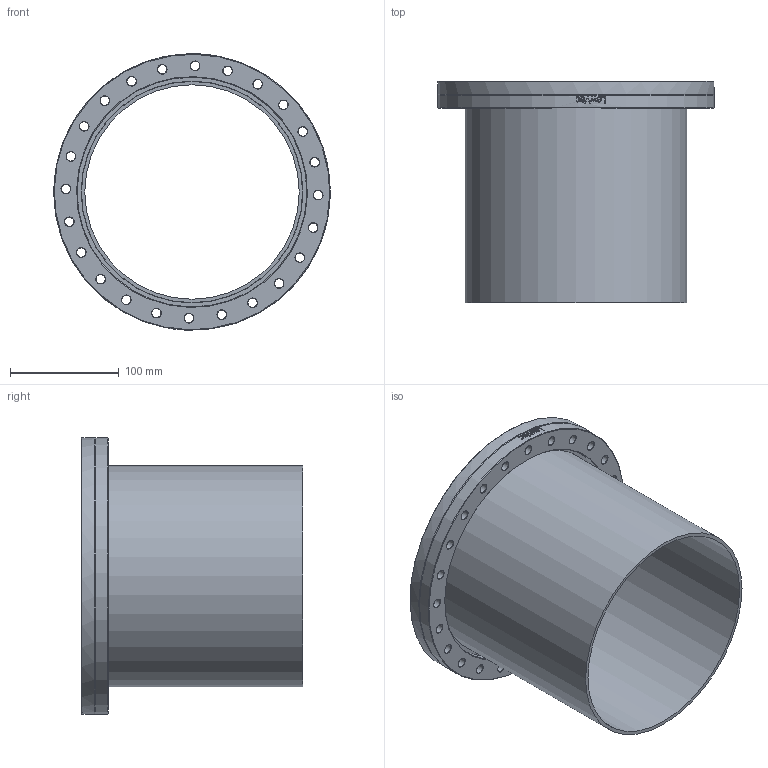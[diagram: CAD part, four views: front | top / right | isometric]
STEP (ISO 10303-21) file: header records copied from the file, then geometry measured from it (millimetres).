
FILE_DESCRIPTION(/* description */ (''),/* implementation_level */ '2;1');
FILE_NAME(/* name */ 'FL-HN200CFR.stp',/* time_stamp */ '2018-01-24T12:06:42+00:00',/* author */ ('paul'),/* organization */ (''),/* preprocessor_version */ 'ST-DEVELOPER v16.13',/* originating_system */ 'Autodesk Inventor 2018',/* authorisation */ '');
FILE_SCHEMA (('AUTOMOTIVE_DESIGN { 1 0 10303 214 3 1 1 }'));
Length unit declared in the file: millimetre
Products named in the file (4): FL-HN200CFR; FL-200CFR-203 INNER; Tube; FL-200CFR OUTER
Assembly tree (3 placements, depth 2):
  FL-HN200CFR
    FL-200CFR-203 INNER
    Tube
    FL-200CFR OUTER
Bounding box: 253.94 x 203.2 x 253.96 mm (x, y, z)
Volume: 775512.4 mm3; surface area: 360049.3 mm2
Topology: 3 solids, 3 shells, 192 faces, 574 edges, 373 vertices
Faces by surface type: cone 56, bspline 53, cylinder 43, plane 39, torus 1
Full cylindrical faces by diameter (mm): 8.4 x24, 197 x1, 198.5 x1, 203.2 x1, 203.7 x1, 211 x1, 222 x1, 222.2 x1, 254 x2
Entity records: 17673 total; most frequent: CARTESIAN_POINT 13155, ORIENTED_EDGE 876, DIRECTION 821, EDGE_CURVE 438, AXIS2_PLACEMENT_3D 353, VERTEX_POINT 323, EDGE_LOOP 317, CIRCLE 207
